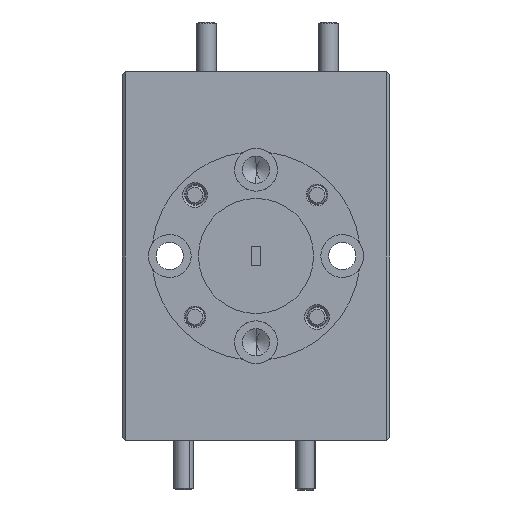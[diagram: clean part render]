
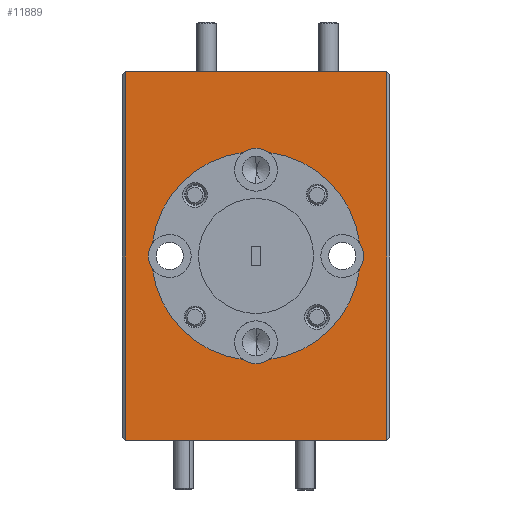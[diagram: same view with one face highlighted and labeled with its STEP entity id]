
A CAD part, left-side view. The second image highlights one B-rep face of the part: STEP entity #11889.
In plain terms, the highlighted planar face has unit normal (-1, 0, 0).
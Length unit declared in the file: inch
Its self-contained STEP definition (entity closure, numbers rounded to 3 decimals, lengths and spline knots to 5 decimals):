
#256 = DIRECTION ( 'NONE',  ( -1., 0., 0. ) ) ;
#279 = CARTESIAN_POINT ( 'NONE',  ( -0.9, 0.31618, 0.04177 ) ) ;
#468 = CARTESIAN_POINT ( 'NONE',  ( -0.9, 0.02052, 0.33743 ) ) ;
#618 = LINE ( 'NONE', #12097, #5116 ) ;
#881 = ORIENTED_EDGE ( 'NONE', *, *, #20027, .F. ) ;
#1892 = DIRECTION ( 'NONE',  ( -1., 0., 0. ) ) ;
#2656 = CARTESIAN_POINT ( 'NONE',  ( -0.9, -0.35868, 0.04177 ) ) ;
#2864 = DIRECTION ( 'NONE',  ( -1., 0., 0. ) ) ;
#2940 = CARTESIAN_POINT ( 'NONE',  ( -0.9, -0.35868, -0.04177 ) ) ;
#4076 = EDGE_CURVE ( 'NONE', #35222, #19853, #7452, .T. ) ;
#4156 = DIRECTION ( 'NONE',  ( 0., 0., 1. ) ) ;
#4265 = DIRECTION ( 'NONE',  ( 0., 0., 1. ) ) ;
#5083 = ORIENTED_EDGE ( 'NONE', *, *, #4076, .F. ) ;
#5116 = VECTOR ( 'NONE', #35022, 39.37008 ) ;
#5272 = ORIENTED_EDGE ( 'NONE', *, *, #15577, .F. ) ;
#5436 = EDGE_CURVE ( 'NONE', #11415, #19171, #29271, .T. ) ;
#5527 = ORIENTED_EDGE ( 'NONE', *, *, #30728, .F. ) ;
#6060 = DIRECTION ( 'NONE',  ( 0., 0., 1. ) ) ;
#6089 = DIRECTION ( 'NONE',  ( 0., 0., 1. ) ) ;
#6165 = CIRCLE ( 'NONE', #25961, 0.34 ) ;
#6223 = CARTESIAN_POINT ( 'NONE',  ( -0.9, -0.02125, 0. ) ) ;
#6560 = CIRCLE ( 'NONE', #9553, 0.07 ) ;
#6675 = DIRECTION ( 'NONE',  ( 0., 0., 1. ) ) ;
#6685 = CARTESIAN_POINT ( 'NONE',  ( -0.9, -0.02125, 0.28125 ) ) ;
#7202 = AXIS2_PLACEMENT_3D ( 'NONE', #6223, #29720, #4156 ) ;
#7264 = EDGE_CURVE ( 'NONE', #18844, #19407, #27409, .T. ) ;
#7452 = LINE ( 'NONE', #18925, #25247 ) ;
#8543 = DIRECTION ( 'NONE',  ( 1., 0., 0. ) ) ;
#9068 = EDGE_CURVE ( 'NONE', #37119, #27127, #36587, .T. ) ;
#9300 = DIRECTION ( 'NONE',  ( 0., 0., 1. ) ) ;
#9553 = AXIS2_PLACEMENT_3D ( 'NONE', #12091, #2864, #6060 ) ;
#10159 = CIRCLE ( 'NONE', #35384, 0.07 ) ;
#10605 = EDGE_CURVE ( 'NONE', #31918, #17123, #10159, .T. ) ;
#11415 = VERTEX_POINT ( 'NONE', #30595 ) ;
#11733 = CARTESIAN_POINT ( 'NONE',  ( -0.9, 0.31618, -0.04177 ) ) ;
#11889 = ADVANCED_FACE ( 'NONE', ( #19828, #17182 ), #14927, .F. ) ;
#12091 = CARTESIAN_POINT ( 'NONE',  ( -0.9, -0.02125, -0.28125 ) ) ;
#12097 = CARTESIAN_POINT ( 'NONE',  ( -0.9, -0.4475, 0.6 ) ) ;
#12364 = VERTEX_POINT ( 'NONE', #2656 ) ;
#12636 = ORIENTED_EDGE ( 'NONE', *, *, #5436, .F. ) ;
#12777 = ORIENTED_EDGE ( 'NONE', *, *, #33729, .F. ) ;
#13368 = EDGE_CURVE ( 'NONE', #27127, #19853, #618, .T. ) ;
#13473 = DIRECTION ( 'NONE',  ( 0., -1., 0. ) ) ;
#14383 = DIRECTION ( 'NONE',  ( 0., 0., 1. ) ) ;
#14541 = CARTESIAN_POINT ( 'NONE',  ( -0.9, -0.02125, 0. ) ) ;
#14741 = CARTESIAN_POINT ( 'NONE',  ( -0.9, -0.3025, 0. ) ) ;
#14801 = EDGE_CURVE ( 'NONE', #19171, #21243, #16183, .T. ) ;
#14927 = PLANE ( 'NONE',  #17042 ) ;
#15045 = ORIENTED_EDGE ( 'NONE', *, *, #9068, .T. ) ;
#15167 = CARTESIAN_POINT ( 'NONE',  ( -0.9, 0.26, 0. ) ) ;
#15567 = AXIS2_PLACEMENT_3D ( 'NONE', #16895, #33128, #25152 ) ;
#15577 = EDGE_CURVE ( 'NONE', #19407, #32081, #36032, .T. ) ;
#15627 = AXIS2_PLACEMENT_3D ( 'NONE', #14541, #256, #6089 ) ;
#15680 = AXIS2_PLACEMENT_3D ( 'NONE', #14741, #32412, #6675 ) ;
#15990 = EDGE_CURVE ( 'NONE', #35222, #37119, #17724, .T. ) ;
#16183 = CIRCLE ( 'NONE', #7202, 0.34 ) ;
#16665 = CARTESIAN_POINT ( 'NONE',  ( -0.9, 0.415, -0.6 ) ) ;
#16847 = AXIS2_PLACEMENT_3D ( 'NONE', #34113, #23050, #14383 ) ;
#16895 = CARTESIAN_POINT ( 'NONE',  ( -0.9, -0.02125, 0. ) ) ;
#17042 = AXIS2_PLACEMENT_3D ( 'NONE', #22839, #8543, #34654 ) ;
#17123 = VERTEX_POINT ( 'NONE', #11733 ) ;
#17182 = FACE_BOUND ( 'NONE', #18473, .T. ) ;
#17713 = CARTESIAN_POINT ( 'NONE',  ( -0.9, 0.405, -0.6 ) ) ;
#17724 = LINE ( 'NONE', #32016, #21080 ) ;
#17866 = AXIS2_PLACEMENT_3D ( 'NONE', #21973, #1892, #18804 ) ;
#18081 = ORIENTED_EDGE ( 'NONE', *, *, #13368, .T. ) ;
#18473 = EDGE_LOOP ( 'NONE', ( #23871, #12777, #19186, #30615, #12636, #28325, #881, #32707, #5527, #5272 ) ) ;
#18804 = DIRECTION ( 'NONE',  ( 0., 0., 1. ) ) ;
#18844 = VERTEX_POINT ( 'NONE', #26156 ) ;
#18925 = CARTESIAN_POINT ( 'NONE',  ( -0.9, 0.415, 0.6 ) ) ;
#19171 = VERTEX_POINT ( 'NONE', #34959 ) ;
#19186 = ORIENTED_EDGE ( 'NONE', *, *, #36788, .F. ) ;
#19407 = VERTEX_POINT ( 'NONE', #25683 ) ;
#19635 = VECTOR ( 'NONE', #13473, 39.37008 ) ;
#19828 = FACE_OUTER_BOUND ( 'NONE', #31866, .T. ) ;
#19853 = VERTEX_POINT ( 'NONE', #26585 ) ;
#20027 = EDGE_CURVE ( 'NONE', #17123, #34418, #34187, .T. ) ;
#21080 = VECTOR ( 'NONE', #23189, 39.37008 ) ;
#21243 = VERTEX_POINT ( 'NONE', #2940 ) ;
#21836 = ORIENTED_EDGE ( 'NONE', *, *, #15990, .T. ) ;
#21973 = CARTESIAN_POINT ( 'NONE',  ( -0.9, -0.02125, -0.28125 ) ) ;
#22579 = AXIS2_PLACEMENT_3D ( 'NONE', #6685, #32629, #9300 ) ;
#22839 = CARTESIAN_POINT ( 'NONE',  ( -0.9, 0.415, 0.6 ) ) ;
#23050 = DIRECTION ( 'NONE',  ( -1., 0., 0. ) ) ;
#23189 = DIRECTION ( 'NONE',  ( 0., 0., -1. ) ) ;
#23371 = CIRCLE ( 'NONE', #15567, 0.34 ) ;
#23871 = ORIENTED_EDGE ( 'NONE', *, *, #7264, .F. ) ;
#25152 = DIRECTION ( 'NONE',  ( 0., 0., 1. ) ) ;
#25247 = VECTOR ( 'NONE', #30371, 39.37008 ) ;
#25683 = CARTESIAN_POINT ( 'NONE',  ( -0.9, -0.02125, 0.35125 ) ) ;
#25806 = CARTESIAN_POINT ( 'NONE',  ( -0.9, -0.4475, -0.6 ) ) ;
#25961 = AXIS2_PLACEMENT_3D ( 'NONE', #29390, #32009, #32184 ) ;
#26156 = CARTESIAN_POINT ( 'NONE',  ( -0.9, -0.06302, 0.33743 ) ) ;
#26585 = CARTESIAN_POINT ( 'NONE',  ( -0.9, -0.4475, 0.6 ) ) ;
#27005 = DIRECTION ( 'NONE',  ( -1., 0., 0. ) ) ;
#27127 = VERTEX_POINT ( 'NONE', #25806 ) ;
#27409 = CIRCLE ( 'NONE', #22579, 0.07 ) ;
#28181 = CARTESIAN_POINT ( 'NONE',  ( -0.9, 0.02052, -0.33743 ) ) ;
#28325 = ORIENTED_EDGE ( 'NONE', *, *, #35941, .F. ) ;
#29271 = CIRCLE ( 'NONE', #17866, 0.07 ) ;
#29390 = CARTESIAN_POINT ( 'NONE',  ( -0.9, -0.02125, 0. ) ) ;
#29720 = DIRECTION ( 'NONE',  ( -1., 0., 0. ) ) ;
#30371 = DIRECTION ( 'NONE',  ( 0., -1., 0. ) ) ;
#30595 = CARTESIAN_POINT ( 'NONE',  ( -0.9, -0.02125, -0.35125 ) ) ;
#30615 = ORIENTED_EDGE ( 'NONE', *, *, #14801, .F. ) ;
#30651 = CIRCLE ( 'NONE', #15680, 0.07 ) ;
#30728 = EDGE_CURVE ( 'NONE', #32081, #31918, #23371, .T. ) ;
#31866 = EDGE_LOOP ( 'NONE', ( #18081, #5083, #21836, #15045 ) ) ;
#31918 = VERTEX_POINT ( 'NONE', #279 ) ;
#32009 = DIRECTION ( 'NONE',  ( -1., 0., 0. ) ) ;
#32016 = CARTESIAN_POINT ( 'NONE',  ( -0.9, 0.405, -0.6 ) ) ;
#32081 = VERTEX_POINT ( 'NONE', #468 ) ;
#32184 = DIRECTION ( 'NONE',  ( 0., 0., 1. ) ) ;
#32412 = DIRECTION ( 'NONE',  ( -1., 0., 0. ) ) ;
#32629 = DIRECTION ( 'NONE',  ( -1., 0., 0. ) ) ;
#32707 = ORIENTED_EDGE ( 'NONE', *, *, #10605, .F. ) ;
#33128 = DIRECTION ( 'NONE',  ( -1., 0., 0. ) ) ;
#33729 = EDGE_CURVE ( 'NONE', #12364, #18844, #6165, .T. ) ;
#34113 = CARTESIAN_POINT ( 'NONE',  ( -0.9, -0.02125, 0.28125 ) ) ;
#34187 = CIRCLE ( 'NONE', #15627, 0.34 ) ;
#34416 = CARTESIAN_POINT ( 'NONE',  ( -0.9, 0.405, 0.6 ) ) ;
#34418 = VERTEX_POINT ( 'NONE', #28181 ) ;
#34654 = DIRECTION ( 'NONE',  ( 0., 0., -1. ) ) ;
#34959 = CARTESIAN_POINT ( 'NONE',  ( -0.9, -0.06302, -0.33743 ) ) ;
#35022 = DIRECTION ( 'NONE',  ( 0., 0., 1. ) ) ;
#35222 = VERTEX_POINT ( 'NONE', #34416 ) ;
#35384 = AXIS2_PLACEMENT_3D ( 'NONE', #15167, #27005, #4265 ) ;
#35941 = EDGE_CURVE ( 'NONE', #34418, #11415, #6560, .T. ) ;
#36032 = CIRCLE ( 'NONE', #16847, 0.07 ) ;
#36587 = LINE ( 'NONE', #16665, #19635 ) ;
#36788 = EDGE_CURVE ( 'NONE', #21243, #12364, #30651, .T. ) ;
#37119 = VERTEX_POINT ( 'NONE', #17713 ) ;
